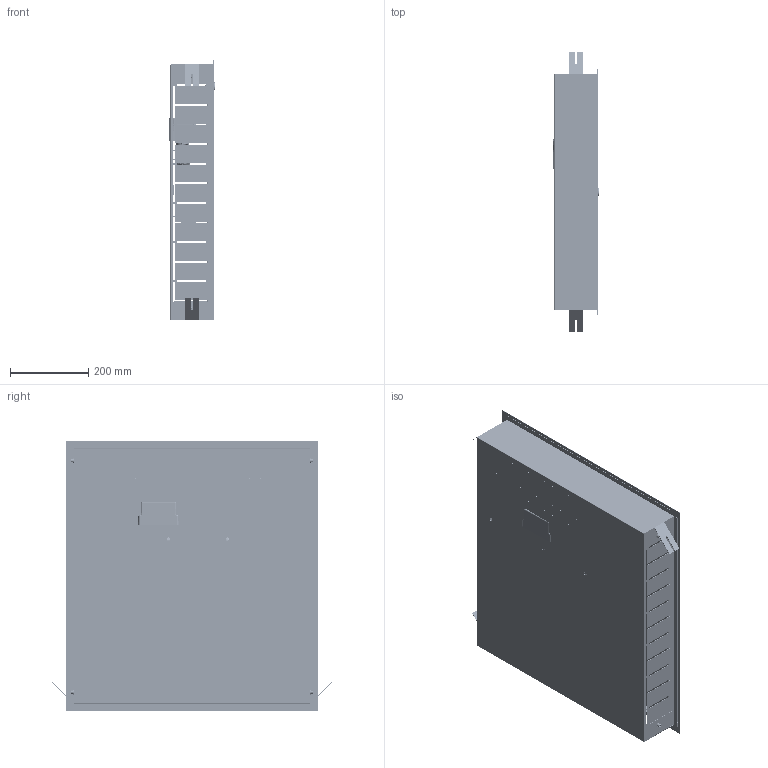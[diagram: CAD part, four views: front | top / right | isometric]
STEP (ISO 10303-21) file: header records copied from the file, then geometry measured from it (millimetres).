
FILE_DESCRIPTION(('CATIA V5 STEP Exchange'),'2;1');
FILE_NAME('STEP_799250_-_TST.stp','2019-06-28T06:08:07+00:00',('none'),('none'),'CATIA Version 5-6 Release 2016 SP4','CATIA V5 STEP AP203','none');
FILE_SCHEMA(('CONFIG_CONTROL_DESIGN'));
Products named in the file (1): 799250 - TST
Bounding box: 118.03 x 712.31 x 690 mm (x, y, z)
Volume: 2712386.3 mm3; surface area: 2815775 mm2
Topology: 39 solids, 56 shells, 10901 faces, 26949 edges, 15590 vertices
Faces by surface type: bspline 4430, plane 2298, cylinder 2181, torus 708, cone 610, sphere 586, extrusion 84, revolution 4
Entity records: 556626 total; most frequent: CARTESIAN_POINT 352905, ORIENTED_EDGE 52396, EDGE_CURVE 26198, DIRECTION 22454, VERTEX_POINT 15590, B_SPLINE_CURVE_WITH_KNOTS 12888, EDGE_LOOP 11384, ADVANCED_FACE 10901
